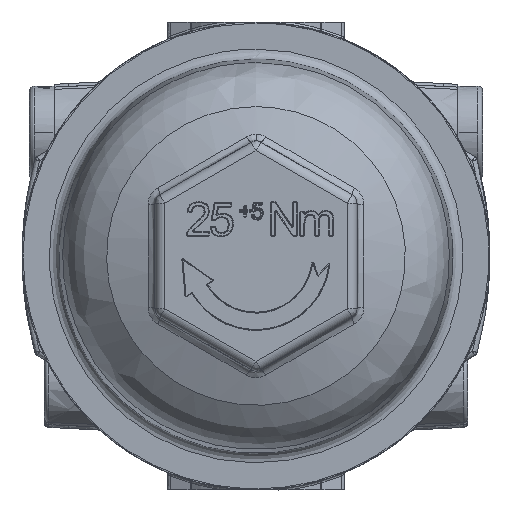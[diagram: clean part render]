
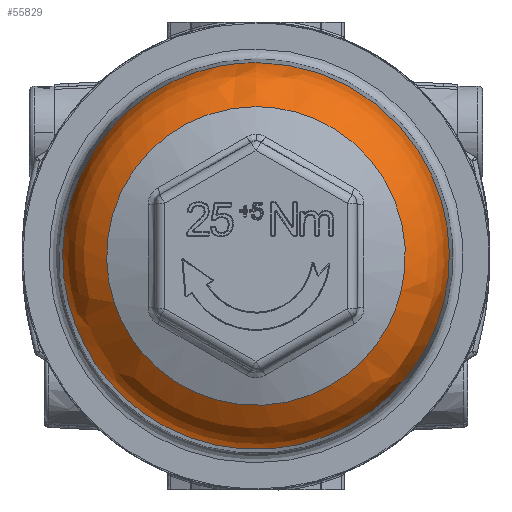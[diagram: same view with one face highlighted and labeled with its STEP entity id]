
A CAD part, front view. The second image highlights one B-rep face of the part: STEP entity #55829.
In plain terms, the highlighted free-form (B-spline) face has degree [2, 2] with [7, 3] control points.
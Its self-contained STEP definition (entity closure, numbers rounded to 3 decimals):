
#55727=CARTESIAN_POINT('V1941',(0.0,-131.099,
   30.318));
#55728=VERTEX_POINT('V1941',#55727);
#55742=CARTESIAN_POINT('E3400',(0.0,-131.099,
   30.318));
#55743=CARTESIAN_POINT('E3400',(-52.512,
   -131.099,30.318));
#55744=CARTESIAN_POINT('E3400',(-26.256,
   -131.099,-15.159));
#55745=CARTESIAN_POINT('E3400',(0.,-131.099,
   -60.636));
#55746=CARTESIAN_POINT('E3400',(26.256,
   -131.099,-15.159));
#55747=CARTESIAN_POINT('E3400',(52.512,
   -131.099,30.318));
#55748=CARTESIAN_POINT('E3400',(0.0,-131.099,
   30.318));
#55756=(BOUNDED_CURVE()B_SPLINE_CURVE(2,(#55742,#55743,#55744,
   #55745,#55746,#55747,#55748),.CIRCULAR_ARC.,.T.,.U.)
   B_SPLINE_CURVE_WITH_KNOTS((3,2,2,3),(0.0,6.584,
   13.168,19.753),.UNSPECIFIED.)CURVE()
   GEOMETRIC_REPRESENTATION_ITEM()RATIONAL_B_SPLINE_CURVE((1.0,
   0.5,1.0,0.5,1.0,0.5,1.0)
   )REPRESENTATION_ITEM('E3400'));
#55757=EDGE_CURVE('E3400',#55728,#55728,#55756,.T.);
#55764=CARTESIAN_POINT('F1377',(0.0,-131.099,
   30.318));
#55765=CARTESIAN_POINT('F1377',(52.512,
   -131.099,30.318));
#55766=CARTESIAN_POINT('F1377',(26.256,
   -131.099,-15.159));
#55767=CARTESIAN_POINT('F1377',(0.,-131.099,
   -60.636));
#55768=CARTESIAN_POINT('F1377',(-26.256,
   -131.099,-15.159));
#55769=CARTESIAN_POINT('F1377',(-52.512,
   -131.099,30.318));
#55770=CARTESIAN_POINT('F1377',(0.0,-131.099,
   30.318));
#55771=CARTESIAN_POINT('F1377',(0.0,-127.187,
   39.169));
#55772=CARTESIAN_POINT('F1377',(67.843,
   -127.187,39.169));
#55773=CARTESIAN_POINT('F1377',(33.922,
   -127.187,-19.585));
#55774=CARTESIAN_POINT('F1377',(0.,-127.187,
   -78.339));
#55775=CARTESIAN_POINT('F1377',(-33.922,
   -127.187,-19.585));
#55776=CARTESIAN_POINT('F1377',(-67.843,
   -127.187,39.169));
#55777=CARTESIAN_POINT('F1377',(0.0,-127.187,
   39.169));
#55778=CARTESIAN_POINT('F1377',(0.0,-117.51,
   39.254));
#55779=CARTESIAN_POINT('F1377',(67.99,
   -117.51,39.254));
#55780=CARTESIAN_POINT('F1377',(33.995,
   -117.51,-19.627));
#55781=CARTESIAN_POINT('F1377',(0.,-117.51,
   -78.508));
#55782=CARTESIAN_POINT('F1377',(-33.995,
   -117.51,-19.627));
#55783=CARTESIAN_POINT('F1377',(-67.99,
   -117.51,39.254));
#55784=CARTESIAN_POINT('F1377',(0.0,-117.51,
   39.254));
#55792=(BOUNDED_SURFACE()B_SPLINE_SURFACE(2,2,((#55764,#55771,
   #55778),(#55765,#55772,#55779),(#55766,#55773,#55780),(
   #55767,#55774,#55781),(#55768,#55775,#55782),(#55769,#55776,
   #55783),(#55770,#55777,#55784)),.TOROIDAL_SURF.,.T.,.F.,.U.)
   B_SPLINE_SURFACE_WITH_KNOTS((3,2,2,3),(3,3),(0.0,
   6.584,13.168,19.753),(0.0,
   1.0),.UNSPECIFIED.)GEOMETRIC_REPRESENTATION_ITEM()
   RATIONAL_B_SPLINE_SURFACE(((1.0,0.84,1.0),(
   0.5,0.42,0.5),(1.0,
   0.84,1.0),(0.5,0.42,
   0.5),(1.0,0.84,1.0),(
   0.5,0.42,0.5),(1.0,
   0.84,1.0)))REPRESENTATION_ITEM('F1377')SURFACE());
#55793=CARTESIAN_POINT('V1940',(0.0,-117.51,
   39.254));
#55794=VERTEX_POINT('V1940',#55793);
#55795=CARTESIAN_POINT('E3399',(0.0,-117.51,
   39.254));
#55796=CARTESIAN_POINT('E3399',(0.0,-127.187,
   39.169));
#55797=CARTESIAN_POINT('E3399',(0.0,-131.099,
   30.318));
#55805=(BOUNDED_CURVE()B_SPLINE_CURVE(2,(#55795,#55796,#55797),
   .CIRCULAR_ARC.,.F.,.U.)CURVE()GEOMETRIC_REPRESENTATION_ITEM()
   QUASI_UNIFORM_CURVE()RATIONAL_B_SPLINE_CURVE((1.0,
   0.84,1.0))REPRESENTATION_ITEM('E3399'));
#55806=EDGE_CURVE('E3399',#55794,#55728,#55805,.T.);
#55807=ORIENTED_EDGE('E3399',*,*,#55806,.T.);
#55808=ORIENTED_EDGE('E3400',*,*,#55757,.F.);
#55809=ORIENTED_EDGE('E3399',*,*,#55806,.F.);
#55810=CARTESIAN_POINT('E3401',(0.0,-117.51,
   39.254));
#55811=CARTESIAN_POINT('E3401',(67.99,
   -117.51,39.254));
#55812=CARTESIAN_POINT('E3401',(33.995,
   -117.51,-19.627));
#55813=CARTESIAN_POINT('E3401',(0.,-117.51,
   -78.508));
#55814=CARTESIAN_POINT('E3401',(-33.995,
   -117.51,-19.627));
#55815=CARTESIAN_POINT('E3401',(-67.99,
   -117.51,39.254));
#55816=CARTESIAN_POINT('E3401',(0.0,-117.51,
   39.254));
#55824=(BOUNDED_CURVE()B_SPLINE_CURVE(2,(#55810,#55811,#55812,
   #55813,#55814,#55815,#55816),.CIRCULAR_ARC.,.T.,.U.)
   B_SPLINE_CURVE_WITH_KNOTS((3,2,2,3),(0.0,1.643,
   3.286,4.929),.UNSPECIFIED.)CURVE()
   GEOMETRIC_REPRESENTATION_ITEM()RATIONAL_B_SPLINE_CURVE((1.0,
   0.5,1.0,0.5,1.0,0.5,1.0)
   )REPRESENTATION_ITEM('E3401'));
#55825=EDGE_CURVE('E3401',#55794,#55794,#55824,.T.);
#55826=ORIENTED_EDGE('E3401',*,*,#55825,.F.);
#55827=EDGE_LOOP('F1377',(#55807,#55808,#55809,#55826));
#55828=FACE_OUTER_BOUND('F1377',#55827,.T.);
#55829=ADVANCED_FACE('F1377',(#55828),#55792,.T.);
